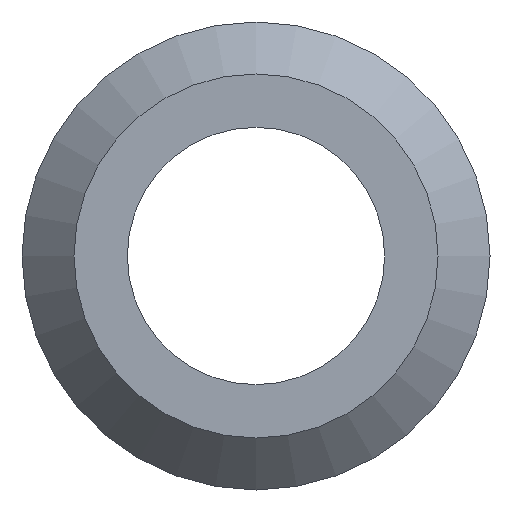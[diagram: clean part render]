
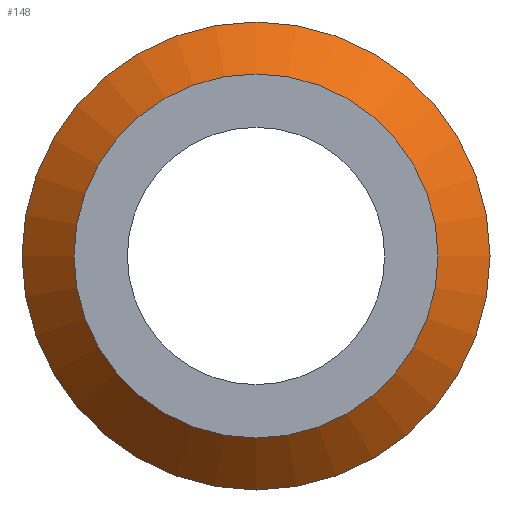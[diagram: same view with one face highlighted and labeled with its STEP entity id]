
A CAD part, front view. The second image highlights one B-rep face of the part: STEP entity #148.
In plain terms, the highlighted conical face has half-angle 45 degrees and reference radius 3.556 mm.
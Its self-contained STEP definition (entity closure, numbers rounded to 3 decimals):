
#15=CONICAL_SURFACE('',#174,3.556,0.785);
#20=LINE('',#260,#27);
#27=VECTOR('',#210,3.556);
#40=FACE_OUTER_BOUND('',#50,.T.);
#50=EDGE_LOOP('',(#110,#111,#112,#113,#114));
#61=CIRCLE('',#175,4.);
#62=CIRCLE('',#176,4.);
#63=CIRCLE('',#177,3.112);
#74=VERTEX_POINT('',#255);
#75=VERTEX_POINT('',#256);
#76=VERTEX_POINT('',#259);
#88=EDGE_CURVE('',#74,#75,#61,.T.);
#89=EDGE_CURVE('',#75,#74,#62,.T.);
#90=EDGE_CURVE('',#75,#76,#20,.T.);
#91=EDGE_CURVE('',#76,#76,#63,.T.);
#110=ORIENTED_EDGE('',*,*,#88,.F.);
#111=ORIENTED_EDGE('',*,*,#89,.F.);
#112=ORIENTED_EDGE('',*,*,#90,.T.);
#113=ORIENTED_EDGE('',*,*,#91,.F.);
#114=ORIENTED_EDGE('',*,*,#90,.F.);
#148=ADVANCED_FACE('',(#40),#15,.T.);
#174=AXIS2_PLACEMENT_3D('',#254,#204,#205);
#175=AXIS2_PLACEMENT_3D('',#257,#206,#207);
#176=AXIS2_PLACEMENT_3D('',#258,#208,#209);
#177=AXIS2_PLACEMENT_3D('',#261,#211,#212);
#204=DIRECTION('center_axis',(0.,1.,0.));
#205=DIRECTION('ref_axis',(0.,0.,1.));
#206=DIRECTION('center_axis',(0.,1.,0.));
#207=DIRECTION('ref_axis',(1.,0.,0.));
#208=DIRECTION('center_axis',(0.,1.,0.));
#209=DIRECTION('ref_axis',(1.,0.,0.));
#210=DIRECTION('',(0.,-0.707,0.707));
#211=DIRECTION('center_axis',(0.,-1.,0.));
#212=DIRECTION('ref_axis',(0.,0.,1.));
#254=CARTESIAN_POINT('Origin',(0.,0.444,0.));
#255=CARTESIAN_POINT('',(-4.,0.888,0.));
#256=CARTESIAN_POINT('',(0.,0.888,-4.));
#257=CARTESIAN_POINT('Origin',(0.,0.888,0.));
#258=CARTESIAN_POINT('Origin',(0.,0.888,0.));
#259=CARTESIAN_POINT('',(0.,0.,-3.112));
#260=CARTESIAN_POINT('',(0.,0.444,-3.556));
#261=CARTESIAN_POINT('Origin',(0.,0.,0.));
